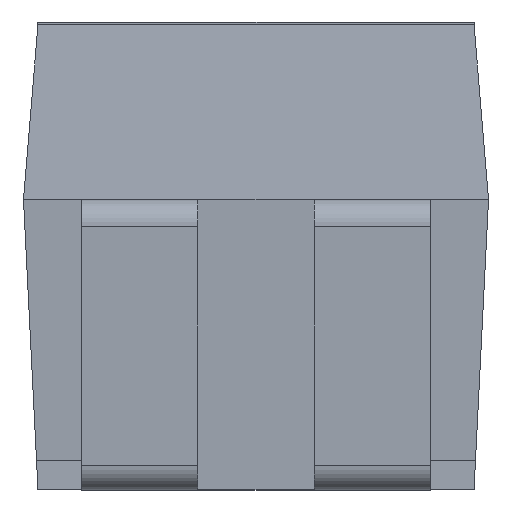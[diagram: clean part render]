
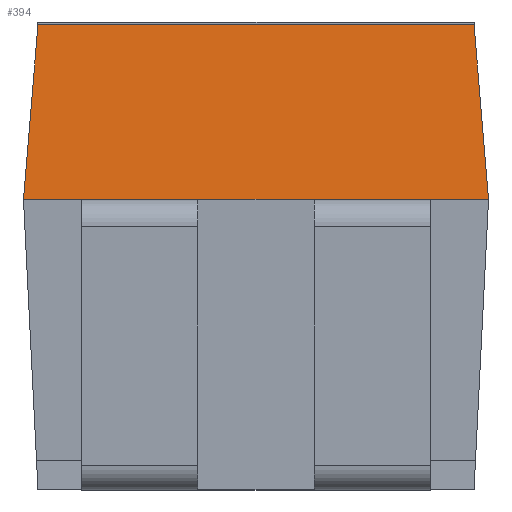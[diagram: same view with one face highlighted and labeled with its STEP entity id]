
A CAD part, front view. The second image highlights one B-rep face of the part: STEP entity #394.
In plain terms, the highlighted planar face has unit normal (0, -0.997, 0.083).
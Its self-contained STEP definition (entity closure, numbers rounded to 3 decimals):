
#394=ADVANCED_FACE('',(#480),#438,.T.);
#438=PLANE('',#1205);
#480=FACE_OUTER_BOUND('',#526,.T.);
#526=EDGE_LOOP('',(#641,#642,#643,#644,#645,#646,#647,#648));
#641=ORIENTED_EDGE('',*,*,#917,.T.);
#642=ORIENTED_EDGE('',*,*,#878,.T.);
#643=ORIENTED_EDGE('',*,*,#921,.F.);
#644=ORIENTED_EDGE('',*,*,#922,.F.);
#645=ORIENTED_EDGE('',*,*,#863,.F.);
#646=ORIENTED_EDGE('',*,*,#913,.T.);
#647=ORIENTED_EDGE('',*,*,#920,.T.);
#648=ORIENTED_EDGE('',*,*,#861,.F.);
#789=VERTEX_POINT('',#1469);
#790=VERTEX_POINT('',#1471);
#791=VERTEX_POINT('',#1475);
#792=VERTEX_POINT('',#1476);
#803=VERTEX_POINT('',#1505);
#804=VERTEX_POINT('',#1507);
#827=VERTEX_POINT('',#1567);
#830=VERTEX_POINT('',#1588);
#861=EDGE_CURVE('',#789,#790,#977,.T.);
#863=EDGE_CURVE('',#791,#792,#979,.T.);
#878=EDGE_CURVE('',#804,#803,#990,.T.);
#913=EDGE_CURVE('',#791,#827,#1025,.T.);
#917=EDGE_CURVE('',#789,#804,#1029,.T.);
#920=EDGE_CURVE('',#827,#790,#1032,.T.);
#921=EDGE_CURVE('',#830,#803,#1033,.T.);
#922=EDGE_CURVE('',#792,#830,#1034,.T.);
#977=LINE('',#1470,#1081);
#979=LINE('',#1474,#1083);
#990=LINE('',#1506,#1094);
#1025=LINE('',#1575,#1129);
#1029=LINE('',#1581,#1133);
#1032=LINE('',#1585,#1136);
#1033=LINE('',#1587,#1137);
#1034=LINE('',#1589,#1138);
#1081=VECTOR('',#1246,1.);
#1083=VECTOR('',#1250,1.);
#1094=VECTOR('',#1277,1.);
#1129=VECTOR('',#1328,1.);
#1133=VECTOR('',#1336,1.);
#1136=VECTOR('',#1341,1.);
#1137=VECTOR('',#1344,1.);
#1138=VECTOR('',#1345,1.);
#1205=AXIS2_PLACEMENT_3D('',#1590,#1346,#1347);
#1246=DIRECTION('',(1.,0.,0.));
#1250=DIRECTION('',(-1.,0.,0.));
#1277=DIRECTION('',(1.,0.,0.));
#1328=DIRECTION('',(1.,0.,0.));
#1336=DIRECTION('',(-0.083,-0.083,-0.993));
#1341=DIRECTION('',(-0.083,0.083,0.993));
#1344=DIRECTION('',(-1.,0.,0.));
#1345=DIRECTION('',(-1.,0.,0.));
#1346=DIRECTION('',(0.,-0.997,0.083));
#1347=DIRECTION('',(0.,-0.083,-0.997));
#1469=CARTESIAN_POINT('',(-0.75,-1.45,1.6));
#1470=CARTESIAN_POINT('',(0.8,-1.45,1.6));
#1471=CARTESIAN_POINT('',(0.75,-1.45,1.6));
#1474=CARTESIAN_POINT('',(0.6,-1.5,1.));
#1475=CARTESIAN_POINT('',(0.6,-1.5,1.));
#1476=CARTESIAN_POINT('',(0.2,-1.5,1.));
#1505=CARTESIAN_POINT('',(-0.6,-1.5,1.));
#1506=CARTESIAN_POINT('',(-0.8,-1.5,1.));
#1507=CARTESIAN_POINT('',(-0.8,-1.5,1.));
#1567=CARTESIAN_POINT('',(0.8,-1.5,1.));
#1575=CARTESIAN_POINT('',(-0.8,-1.5,1.));
#1581=CARTESIAN_POINT('',(-0.75,-1.45,1.596));
#1585=CARTESIAN_POINT('',(0.75,-1.45,1.596));
#1587=CARTESIAN_POINT('',(0.6,-1.5,1.));
#1588=CARTESIAN_POINT('',(-0.2,-1.5,1.));
#1589=CARTESIAN_POINT('',(0.2,-1.5,1.));
#1590=CARTESIAN_POINT('',(0.8,-1.45,1.6));
